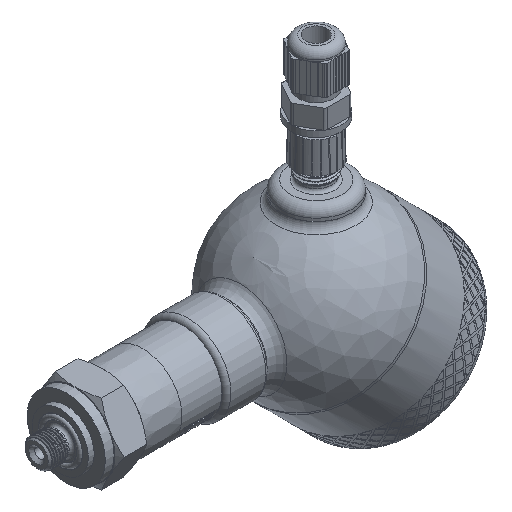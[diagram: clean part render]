
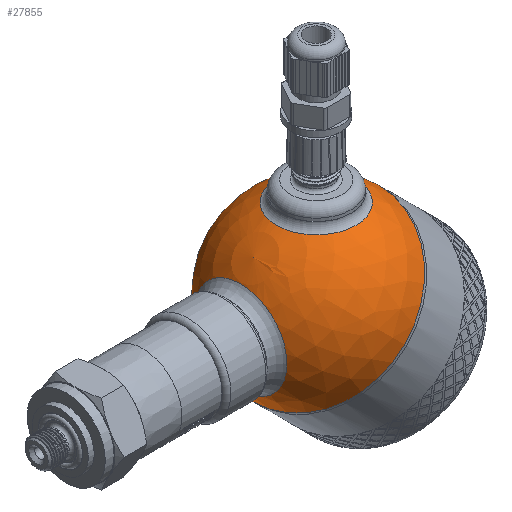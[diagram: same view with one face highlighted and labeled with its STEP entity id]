
A CAD part, isometric view. The second image highlights one B-rep face of the part: STEP entity #27855.
In plain terms, the highlighted spherical face has radius 30 mm.
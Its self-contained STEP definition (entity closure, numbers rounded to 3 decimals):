
#65=SPHERICAL_SURFACE('',#29535,30.);
#1121=FACE_BOUND('',#3924,.T.);
#1122=FACE_BOUND('',#3925,.T.);
#2151=FACE_OUTER_BOUND('',#3923,.T.);
#3923=EDGE_LOOP('',(#20245,#20246,#20247,#20248));
#3924=EDGE_LOOP('',(#20249));
#3925=EDGE_LOOP('',(#20250));
#5585=CIRCLE('',#29458,30.);
#5586=CIRCLE('',#29459,30.);
#5613=CIRCLE('',#29531,13.5);
#5616=CIRCLE('',#29536,30.);
#5617=CIRCLE('',#29537,15.643);
#11087=VERTEX_POINT('',#38275);
#11088=VERTEX_POINT('',#38277);
#11615=VERTEX_POINT('',#45041);
#11617=VERTEX_POINT('',#45048);
#11618=VERTEX_POINT('',#45050);
#14068=EDGE_CURVE('',#11087,#11088,#5585,.T.);
#14069=EDGE_CURVE('',#11088,#11087,#5586,.T.);
#14862=EDGE_CURVE('',#11615,#11615,#5613,.T.);
#14865=EDGE_CURVE('',#11088,#11617,#5616,.T.);
#14866=EDGE_CURVE('',#11618,#11618,#5617,.T.);
#20245=ORIENTED_EDGE('',*,*,#14069,.F.);
#20246=ORIENTED_EDGE('',*,*,#14865,.T.);
#20247=ORIENTED_EDGE('',*,*,#14865,.F.);
#20248=ORIENTED_EDGE('',*,*,#14068,.F.);
#20249=ORIENTED_EDGE('',*,*,#14866,.F.);
#20250=ORIENTED_EDGE('',*,*,#14862,.F.);
#27855=ADVANCED_FACE('',(#2151,#1121,#1122),#65,.T.);
#29458=AXIS2_PLACEMENT_3D('',#38278,#30994,#30995);
#29459=AXIS2_PLACEMENT_3D('',#38279,#30996,#30997);
#29531=AXIS2_PLACEMENT_3D('',#45042,#31418,#31419);
#29535=AXIS2_PLACEMENT_3D('',#45047,#31426,#31427);
#29536=AXIS2_PLACEMENT_3D('',#45049,#31428,#31429);
#29537=AXIS2_PLACEMENT_3D('',#45051,#31430,#31431);
#30994=DIRECTION('center_axis',(1.,0.,0.));
#30995=DIRECTION('ref_axis',(0.,1.,0.));
#30996=DIRECTION('center_axis',(1.,0.,0.));
#30997=DIRECTION('ref_axis',(0.,1.,0.));
#31418=DIRECTION('center_axis',(-0.707,0.,-0.707));
#31419=DIRECTION('ref_axis',(-0.707,0.,0.707));
#31426=DIRECTION('center_axis',(1.,0.,0.));
#31427=DIRECTION('ref_axis',(0.,-1.,0.));
#31428=DIRECTION('center_axis',(0.,0.,1.));
#31429=DIRECTION('ref_axis',(0.,1.,0.));
#31430=DIRECTION('center_axis',(-0.707,0.,0.707));
#31431=DIRECTION('ref_axis',(0.707,0.,0.707));
#38275=CARTESIAN_POINT('',(0.,-30.,0.));
#38277=CARTESIAN_POINT('',(0.,30.,0.));
#38278=CARTESIAN_POINT('Origin',(0.,0.,0.));
#38279=CARTESIAN_POINT('Origin',(0.,0.,0.));
#45041=CARTESIAN_POINT('',(-9.398,0.,-28.49));
#45042=CARTESIAN_POINT('Origin',(-18.944,0.,-18.944));
#45047=CARTESIAN_POINT('Origin',(0.,0.,0.));
#45048=CARTESIAN_POINT('',(-30.,0.,0.));
#45049=CARTESIAN_POINT('Origin',(0.,0.,0.));
#45050=CARTESIAN_POINT('',(-29.162,0.,7.04));
#45051=CARTESIAN_POINT('Origin',(-18.101,0.,18.101));
